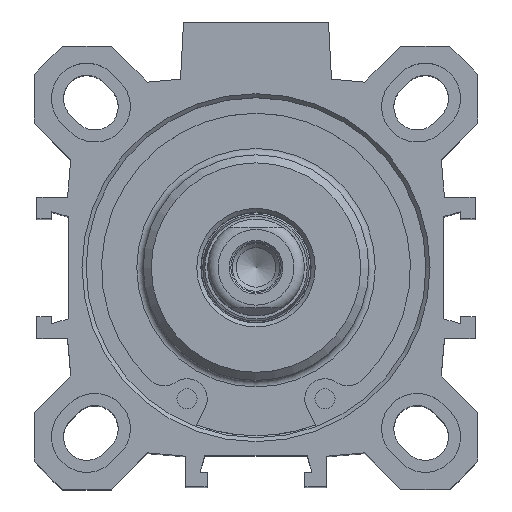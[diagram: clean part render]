
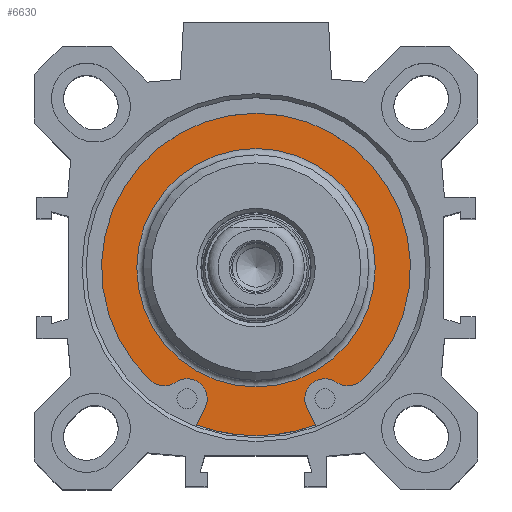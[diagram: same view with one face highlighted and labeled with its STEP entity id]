
A CAD part, top view. The second image highlights one B-rep face of the part: STEP entity #6630.
In plain terms, the highlighted planar face has unit normal (0, 0, 1).
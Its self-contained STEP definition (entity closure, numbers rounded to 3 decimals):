
#5719=CARTESIAN_POINT('',(-13.117,-13.986,65.6));
#5720=VERTEX_POINT('',#5719);
#5727=CARTESIAN_POINT('',(13.117,-13.986,65.6));
#5728=VERTEX_POINT('',#5727);
#5729=CARTESIAN_POINT('',(0.,0.,65.6));
#5730=DIRECTION('',(0.0,0.0,1.0));
#5731=DIRECTION('',(-0.684,0.729,0.0));
#5732=AXIS2_PLACEMENT_3D('',#5729,#5730,#5731);
#5733=CIRCLE('',#5732,19.175);
#5734=EDGE_CURVE('',#5728,#5720,#5733,.T.);
#5759=CARTESIAN_POINT('',(-9.983,-14.218,65.6));
#5760=VERTEX_POINT('',#5759);
#5767=CARTESIAN_POINT('',(-11.407,-12.163,65.6));
#5768=DIRECTION('',(0.0,0.0,1.0));
#5769=DIRECTION('',(0.684,0.729,0.0));
#5770=AXIS2_PLACEMENT_3D('',#5767,#5768,#5769);
#5771=CIRCLE('',#5770,2.5);
#5772=EDGE_CURVE('',#5720,#5760,#5771,.T.);
#5792=CARTESIAN_POINT('',(-6.319,-17.382,65.6));
#5793=VERTEX_POINT('',#5792);
#5800=CARTESIAN_POINT('',(-8.56,-16.273,65.6));
#5801=DIRECTION('',(0.0,0.0,-1.0));
#5802=DIRECTION('',(0.896,-0.444,0.0));
#5803=AXIS2_PLACEMENT_3D('',#5800,#5801,#5802);
#5804=CIRCLE('',#5803,2.5);
#5805=EDGE_CURVE('',#5760,#5793,#5804,.T.);
#5832=CARTESIAN_POINT('',(-7.369,-19.504,65.6));
#5833=VERTEX_POINT('',#5832);
#5840=CARTESIAN_POINT('',(-6.319,-17.382,65.6));
#5841=DIRECTION('',(-0.444,-0.896,0.0));
#5842=VECTOR('',#5841,2.368);
#5843=LINE('',#5840,#5842);
#5844=EDGE_CURVE('',#5793,#5833,#5843,.T.);
#5896=CARTESIAN_POINT('',(6.319,-17.382,65.6));
#5897=VERTEX_POINT('',#5896);
#5904=CARTESIAN_POINT('',(7.369,-19.504,65.6));
#5905=VERTEX_POINT('',#5904);
#5906=CARTESIAN_POINT('',(7.369,-19.504,65.6));
#5907=DIRECTION('',(-0.444,0.896,0.0));
#5908=VECTOR('',#5907,2.368);
#5909=LINE('',#5906,#5908);
#5910=EDGE_CURVE('',#5905,#5897,#5909,.T.);
#5936=CARTESIAN_POINT('',(9.983,-14.218,65.6));
#5937=VERTEX_POINT('',#5936);
#5944=CARTESIAN_POINT('',(8.56,-16.273,65.6));
#5945=DIRECTION('',(0.0,0.0,-1.0));
#5946=DIRECTION('',(0.569,0.822,0.0));
#5947=AXIS2_PLACEMENT_3D('',#5944,#5945,#5946);
#5948=CIRCLE('',#5947,2.5);
#5949=EDGE_CURVE('',#5897,#5937,#5948,.T.);
#5968=CARTESIAN_POINT('',(11.407,-12.163,65.6));
#5969=DIRECTION('',(0.0,0.0,1.0));
#5970=DIRECTION('',(0.569,0.822,0.0));
#5971=AXIS2_PLACEMENT_3D('',#5968,#5969,#5970);
#5972=CIRCLE('',#5971,2.5);
#5973=EDGE_CURVE('',#5937,#5728,#5972,.T.);
#6590=CARTESIAN_POINT('',(0.,0.,65.6));
#6591=DIRECTION('',(0.0,0.0,1.0));
#6592=DIRECTION('',(0.0,-1.0,0.0));
#6593=AXIS2_PLACEMENT_3D('',#6590,#6591,#6592);
#6594=CIRCLE('',#6593,20.85);
#6595=EDGE_CURVE('',#5833,#5905,#6594,.T.);
#6604=CARTESIAN_POINT('',(0.,-17.825,65.6));
#6605=DIRECTION('',(0.0,0.0,1.0));
#6606=DIRECTION('',(1.0,0.0,0.0));
#6607=AXIS2_PLACEMENT_3D('',#6604,#6605,#6606);
#6608=PLANE('',#6607);
#6609=ORIENTED_EDGE('',*,*,#5844,.T.);
#6610=ORIENTED_EDGE('',*,*,#6595,.T.);
#6611=ORIENTED_EDGE('',*,*,#5910,.T.);
#6612=ORIENTED_EDGE('',*,*,#5949,.T.);
#6613=ORIENTED_EDGE('',*,*,#5973,.T.);
#6614=ORIENTED_EDGE('',*,*,#5734,.T.);
#6615=ORIENTED_EDGE('',*,*,#5772,.T.);
#6616=ORIENTED_EDGE('',*,*,#5805,.T.);
#6617=EDGE_LOOP('',(#6609,#6610,#6611,#6612,#6613,#6614,#6615,#6616));
#6618=FACE_OUTER_BOUND('',#6617,.T.);
#6619=CARTESIAN_POINT('',(0.,-14.8,65.6));
#6620=VERTEX_POINT('',#6619);
#6621=CARTESIAN_POINT('',(0.,0.,65.6));
#6622=DIRECTION('',(0.0,0.0,1.0));
#6623=DIRECTION('',(0.0,-1.0,0.0));
#6624=AXIS2_PLACEMENT_3D('',#6621,#6622,#6623);
#6625=CIRCLE('',#6624,14.8);
#6626=EDGE_CURVE('',#6620,#6620,#6625,.T.);
#6627=ORIENTED_EDGE('',*,*,#6626,.F.);
#6628=EDGE_LOOP('',(#6627));
#6629=FACE_BOUND('',#6628,.T.);
#6630=ADVANCED_FACE('',(#6618,#6629),#6608,.T.);
